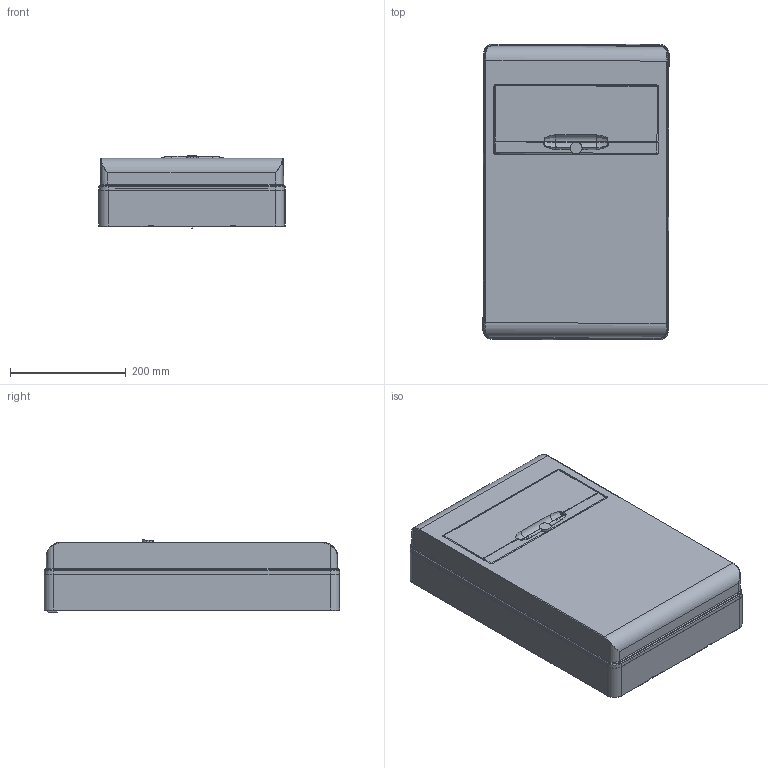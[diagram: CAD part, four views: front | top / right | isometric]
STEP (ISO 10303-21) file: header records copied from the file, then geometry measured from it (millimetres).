
FILE_DESCRIPTION((''),'2;1');
FILE_NAME('GW68007N_ASM','2021-03-24T10:45:10',('User'),('Axiro Italia'),'CREO PARAMETRIC BY PTC INC, 2020354','CREO PARAMETRIC BY PTC INC, 2020354','');
FILE_SCHEMA(('CONFIG_CONTROL_DESIGN'));
Length unit declared in the file: millimetre
Products named in the file (3): 55523450_FONDO_14_MOD_2_GRANDEZ; 55523492F_FRON_14M_2A_GRAND_LIS; GW68007N_ASM
Assembly tree (2 placements, depth 2):
  GW68007N_ASM
    55523450_FONDO_14_MOD_2_GRANDEZ
    55523492F_FRON_14M_2A_GRAND_LIS
Bounding box: 321.24 x 510.74 x 124.49 mm (x, y, z)
Volume: 3112905.3 mm3; surface area: 1107131.6 mm2
Topology: 2 solids, 2 shells, 895 faces, 2437 edges, 1584 vertices
Faces by surface type: plane 544, cone 144, cylinder 129, bspline 50, torus 22, sphere 6
Entity records: 32120 total; most frequent: CARTESIAN_POINT 9883, ORIENTED_EDGE 4858, DIRECTION 4257, EDGE_CURVE 2429, VECTOR 1623, LINE 1623, VERTEX_POINT 1584, AXIS2_PLACEMENT_3D 1317
